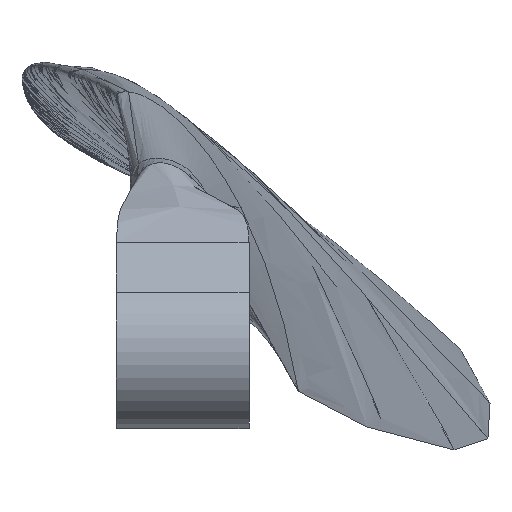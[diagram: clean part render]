
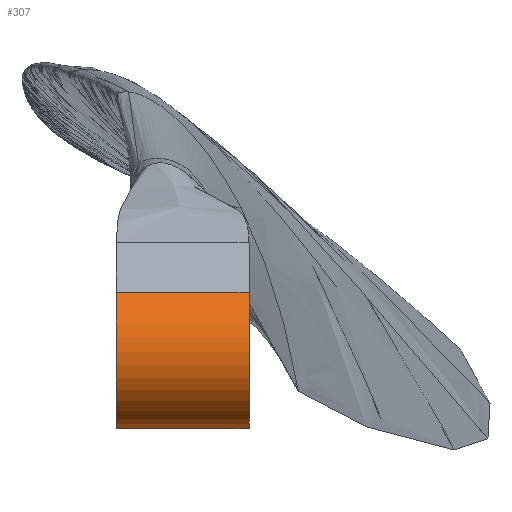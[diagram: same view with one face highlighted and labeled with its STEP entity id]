
A CAD part, front view. The second image highlights one B-rep face of the part: STEP entity #307.
In plain terms, the highlighted cylindrical face has radius 3.5 mm (diameter 7 mm), a partial arc.
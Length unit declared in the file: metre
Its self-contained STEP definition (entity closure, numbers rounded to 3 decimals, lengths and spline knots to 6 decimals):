
#37=VECTOR('',#363,1.);
#38=VECTOR('',#364,1.);
#47=LINE('',#1849,#37);
#48=LINE('',#1850,#38);
#60=CIRCLE('',#3717,0.0035);
#61=CIRCLE('',#3719,0.0035);
#63=CYLINDRICAL_SURFACE('',#3718,0.0035);
#88=VERTEX_POINT('',#1838);
#89=VERTEX_POINT('',#1839);
#92=VERTEX_POINT('',#1847);
#93=VERTEX_POINT('',#1848);
#145=EDGE_CURVE('',#88,#89,#60,.T.);
#149=EDGE_CURVE('',#92,#93,#61,.T.);
#150=EDGE_CURVE('',#93,#88,#47,.T.);
#151=EDGE_CURVE('',#89,#92,#48,.T.);
#208=ORIENTED_EDGE('',*,*,#149,.T.);
#209=ORIENTED_EDGE('',*,*,#150,.T.);
#210=ORIENTED_EDGE('',*,*,#145,.T.);
#211=ORIENTED_EDGE('',*,*,#151,.T.);
#263=EDGE_LOOP('',(#208,#209,#210,#211));
#286=FACE_BOUND('',#263,.T.);
#307=ADVANCED_FACE('',(#286),#63,.T.);
#354=DIRECTION('',(-1.,0.,0.));
#355=DIRECTION('',(0.,0.,-0.003));
#359=DIRECTION('',(-1.,0.,0.));
#360=DIRECTION('',(0.,0.,-0.003));
#361=DIRECTION('',(1.,0.,0.));
#362=DIRECTION('',(0.,-0.003,0.));
#363=DIRECTION('',(1.,0.,0.));
#364=DIRECTION('',(-1.,0.,0.));
#1837=CARTESIAN_POINT('',(0.003221,0.013497,-0.007229));
#1838=CARTESIAN_POINT('',(0.003221,0.015747,-0.00991));
#1839=CARTESIAN_POINT('',(0.003221,0.011247,-0.004548));
#1845=CARTESIAN_POINT('',(-0.000586,0.013497,-0.007229));
#1846=CARTESIAN_POINT('',(-0.002779,0.013497,-0.007229));
#1847=CARTESIAN_POINT('',(-0.002779,0.011247,-0.004548));
#1848=CARTESIAN_POINT('',(-0.002779,0.015747,-0.00991));
#1849=CARTESIAN_POINT('',(-0.000586,0.015747,-0.00991));
#1850=CARTESIAN_POINT('',(0.001313,0.011247,-0.004548));
#3717=AXIS2_PLACEMENT_3D('',#1837,#354,#355);
#3718=AXIS2_PLACEMENT_3D('',#1845,#359,#360);
#3719=AXIS2_PLACEMENT_3D('',#1846,#361,#362);
